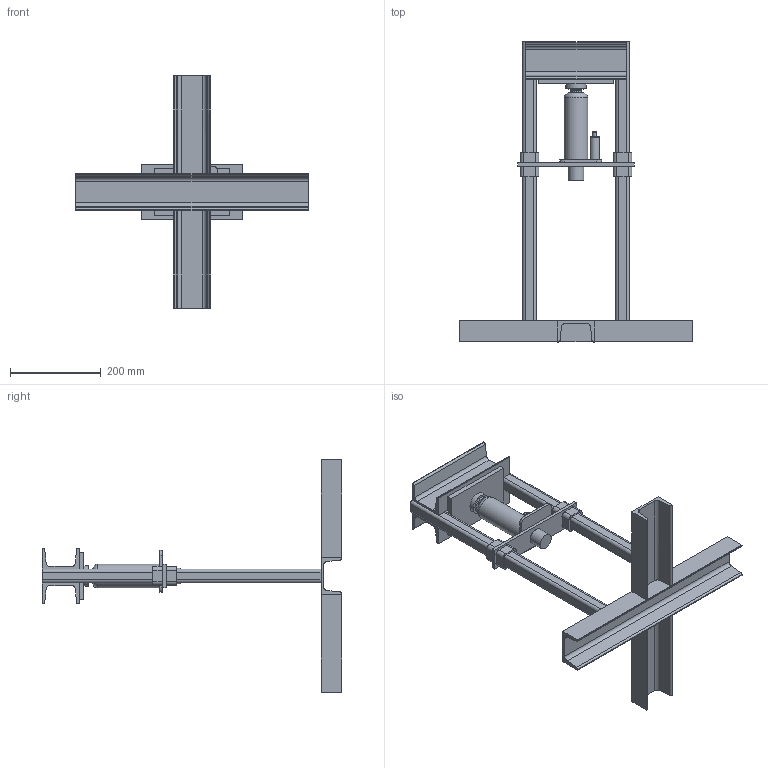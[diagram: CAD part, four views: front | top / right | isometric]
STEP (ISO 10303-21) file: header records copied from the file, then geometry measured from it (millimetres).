
FILE_DESCRIPTION(('FreeCAD Model'),'2;1');
FILE_NAME('Open CASCADE Shape Model','2025-05-07T17:18:19',('FreeCAD'),( 'FreeCAD'),'Open CASCADE STEP processor 7.6','FreeCAD','Unknown');
FILE_SCHEMA(('AUTOMOTIVE_DESIGN { 1 0 10303 214 1 1 1 1 }'));
Length unit declared in the file: millimetre
Products named in the file (1): Open CASCADE STEP translator 7.6 1
Bounding box: 511.83 x 660.26 x 511.83 mm (x, y, z)
Volume: 2671796.2 mm3; surface area: 893898.9 mm2
Topology: 17 solids, 17 shells, 302 faces, 781 edges, 537 vertices
Faces by surface type: bspline 302
Entity records: 29459 total; most frequent: CARTESIAN_POINT 24871, ORIENTED_EDGE 1534, EDGE_CURVE 767, B_SPLINE_CURVE_WITH_KNOTS 548, VERTEX_POINT 511, FACE_BOUND 332, EDGE_LOOP 332, ADVANCED_FACE 302
